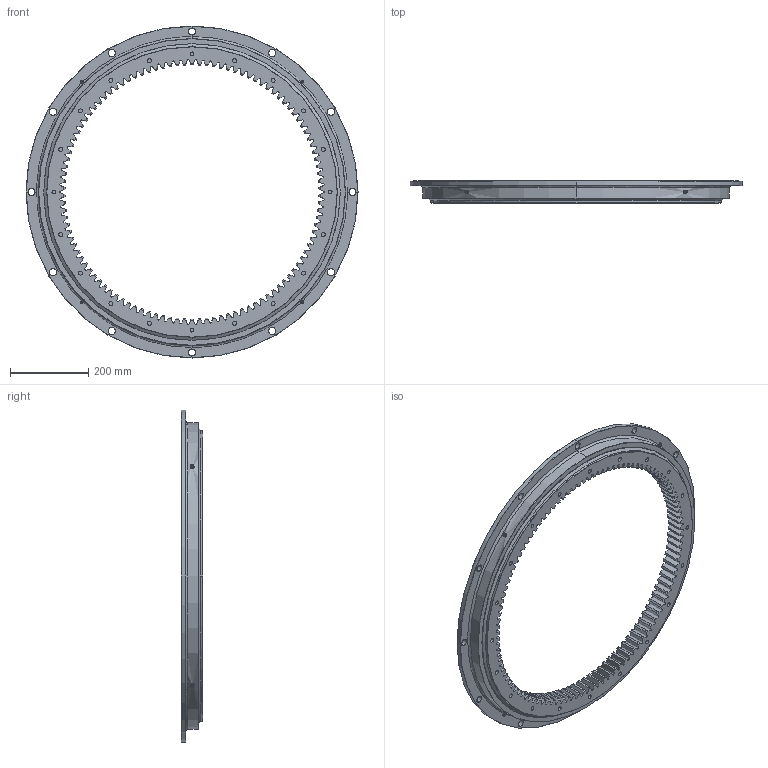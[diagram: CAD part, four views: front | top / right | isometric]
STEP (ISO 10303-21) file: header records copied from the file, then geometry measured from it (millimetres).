
FILE_DESCRIPTION (( 'STEP AP214' ), '1' );
FILE_NAME ('0028361_850L-360-IZ.step', '2017-11-02T14:23:38', ( '' ), ( '' ), 'SwSTEP 2.0', 'SolidWorks 2016', '' );
FILE_SCHEMA (( 'AUTOMOTIVE_DESIGN' ));
Length unit declared in the file: millimetre
Products named in the file (1): 0028361_850L-360-IZ
Bounding box: 848 x 56 x 848 mm (x, y, z)
Surface area: 839837.5 mm2 (no closed solid volume)
Topology: 0 solids, 8 shells, 593 faces, 1788 edges, 1182 vertices
Faces by surface type: cone 246, cylinder 182, bspline 134, plane 31
Entity records: 42741 total; most frequent: CARTESIAN_POINT 21388, ORIENTED_EDGE 3400, DIRECTION 2686, EDGE_CURVE 1772, VERTEX_POINT 1182, AXIS2_PLACEMENT_3D 1176, B_SPLINE_CURVE_WITH_KNOTS 722, CIRCLE 716
